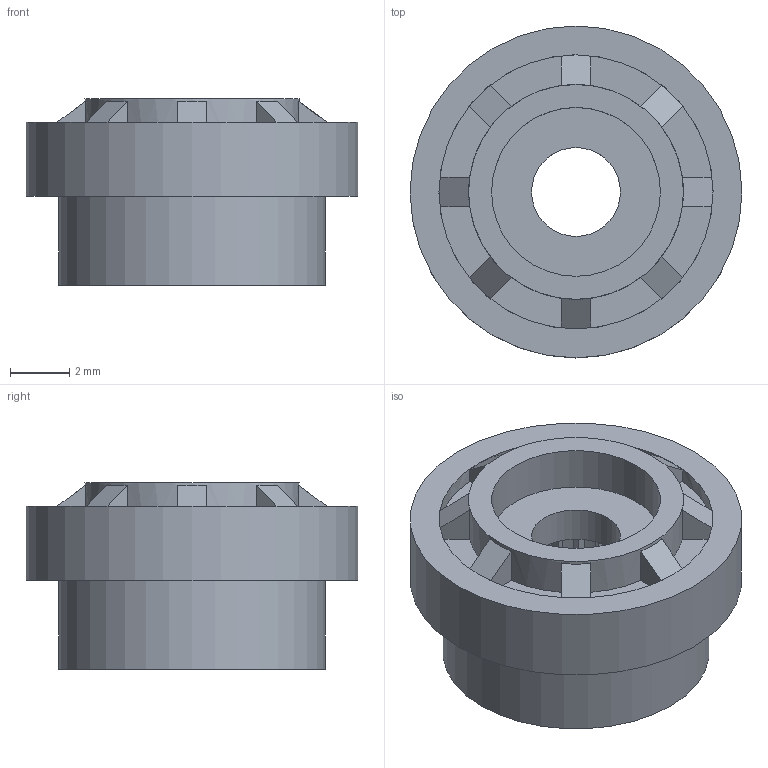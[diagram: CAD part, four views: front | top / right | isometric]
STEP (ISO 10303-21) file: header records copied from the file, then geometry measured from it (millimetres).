
FILE_DESCRIPTION(/* description */ ('FreeCAD Model'),/* implementation_level */ '2;1');
FILE_NAME(/* name */ 'cosita de servo 2 lados.stp',/* time_stamp */ '2025-01-31T12:02:23-05:00',/* author */ ('sara_'),/* organization */ (''),/* preprocessor_version */ 'ST-DEVELOPER v19.2',/* originating_system */ 'Autodesk Inventor 2024',/* authorisation */ 'Unknown');
FILE_SCHEMA (('AUTOMOTIVE_DESIGN { 1 0 10303 214 3 1 1 }'));
Length unit declared in the file: millimetre
Products named in the file (1): arm_2pad
Bounding box: 11.2 x 11.2 x 6.3 mm (x, y, z)
Volume: 321 mm3; surface area: 542 mm2
Topology: 1 solids, 1 shells, 119 faces, 339 edges, 226 vertices
Faces by surface type: plane 88, cylinder 31
Full cylindrical faces by diameter (mm): 3 x1, 5.7 x1, 7.25 x1, 9 x1, 9.25 x1, 11.2 x1
Entity records: 3943 total; most frequent: CARTESIAN_POINT 685, ORIENTED_EDGE 678, DIRECTION 673, EDGE_CURVE 339, LINE 245, VECTOR 245, VERTEX_POINT 226, AXIS2_PLACEMENT_3D 214
